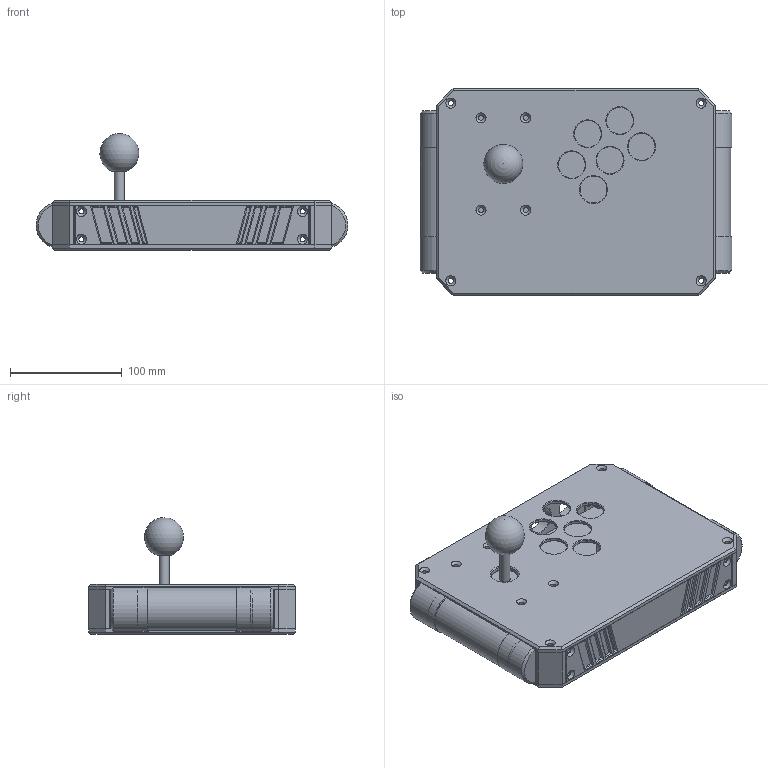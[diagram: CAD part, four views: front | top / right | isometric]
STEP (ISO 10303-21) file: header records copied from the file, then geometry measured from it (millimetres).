
FILE_DESCRIPTION(/* description */ (''),/* implementation_level */ '2;1');
FILE_NAME(/* name */ 'OSM-Mini TMNT v6.step',/* time_stamp */ '2024-07-28T13:01:44-04:00',/* author */ (''),/* organization */ (''),/* preprocessor_version */ 'ST-DEVELOPER v20',/* originating_system */ 'Autodesk Translation Framework v13.14.0.145',/* authorisation */ '');
FILE_SCHEMA (('AUTOMOTIVE_DESIGN { 1 0 10303 214 3 1 1 }'));
Products named in the file (34): OSM-Mini TMNT; Sanwa JLF-TP-8YT  4-8Gate; Connector 5P; JLF-P1 Mounting Plate; Sanwa LB-35 Balltop Dark Red; Sanwa JL-S9F Shaft; Solo Sanwa JLF Dustwasher; Sanwa LB-30 N-S Battop Adapter; Sanwa JLF P-2 Main Body; Sanwa JLF-P-4 Pivot; Push Button Arcade; Push Button Arcade_clne150; Push Button Arcade_clne151; Push Button Arcade_clne152; Sanwa JLF Actuator; Circlip; Sanwa JLF-P-6 Pressure Spring Base; Sanwa TP-MA PCB; Sanwa JLF-MW Washer; Sanwa JLF Spring; Sanwa GT-8F 4/8-Way Restrictor Plate; M3x10-Screw; M3x10-Screw001; M3x10-Screw002; M3x10-Screw003; M3-Nut; M3-Nut004; M3-Nut007; M3-Nut006; Sanwa GT Restrictor Plate; Corner post - Standoff v1; Corner post - Standoff v1(Mirror); Corner post - Standoff v1(Mirror) (1); Corner post - Standoff v1(Mirror)(Mirror)
Assembly tree (33 placements, depth 3):
  OSM-Mini TMNT
    Sanwa JLF-TP-8YT  4-8Gate
      Connector 5P
      JLF-P1 Mounting Plate
      Sanwa LB-35 Balltop Dark Red
      Sanwa JL-S9F Shaft
      Solo Sanwa JLF Dustwasher
      Sanwa LB-30 N-S Battop Adapter
      Sanwa JLF P-2 Main Body
      Sanwa JLF-P-4 Pivot
      Push Button Arcade
      Push Button Arcade_clne150
      Push Button Arcade_clne151
      Push Button Arcade_clne152
      Sanwa JLF Actuator
      Circlip
      Sanwa JLF-P-6 Pressure Spring Base
      Sanwa TP-MA PCB
      Sanwa JLF-MW Washer
      Sanwa JLF Spring
      Sanwa GT-8F 4/8-Way Restrictor Plate
      M3x10-Screw
      M3x10-Screw001
      M3x10-Screw002
      M3x10-Screw003
      M3-Nut
      M3-Nut004
      M3-Nut007
      M3-Nut006
      Sanwa GT Restrictor Plate
    Corner post - Standoff v1
    Corner post - Standoff v1(Mirror)
    Corner post - Standoff v1(Mirror) (1)
    Corner post - Standoff v1(Mirror)(Mirror)
Bounding box: 279 x 185 x 104.5 mm (x, y, z)
Volume: 884547.3 mm3; surface area: 429705.5 mm2
Topology: 47 solids, 47 shells, 1999 faces, 4977 edges, 3198 vertices
Faces by surface type: plane 1197, cylinder 524, cone 242, torus 28, bspline 7, sphere 1
Full cylindrical faces by diameter (mm): 1.2 x7, 2.1 x8, 2.459 x4, 2.5 x4, 3 x16, 3.05 x4, 3.1 x4, 3.5 x2, 3.8 x8, 4.1 x4, 4.5 x50, 4.8 x3, 5 x6, 5.3 x4, 5.5 x2, 5.7 x12, 5.8 x2, 6 x5, 7 x5, 7.5 x4, 9 x3, 9.3 x1, 10 x2, 13.8 x1, 14.5 x1, 15.8 x1, 17 x1, 18.8 x2, 20.5 x1, 21 x2
Entity records: 66673 total; most frequent: CARTESIAN_POINT 16458, DIRECTION 10269, ORIENTED_EDGE 9944, EDGE_CURVE 4972, AXIS2_PLACEMENT_3D 3501, LINE 3267, VECTOR 3267, VERTEX_POINT 3198
